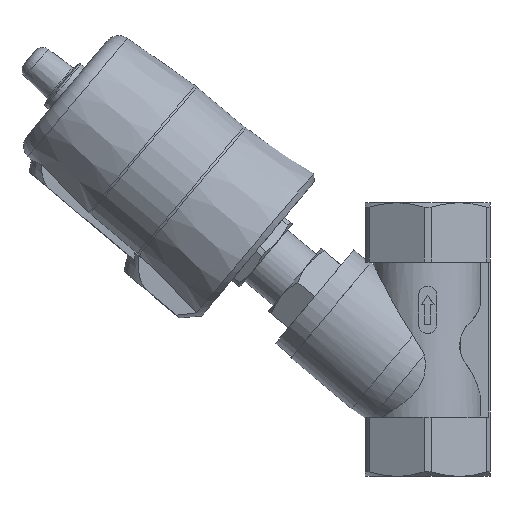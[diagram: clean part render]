
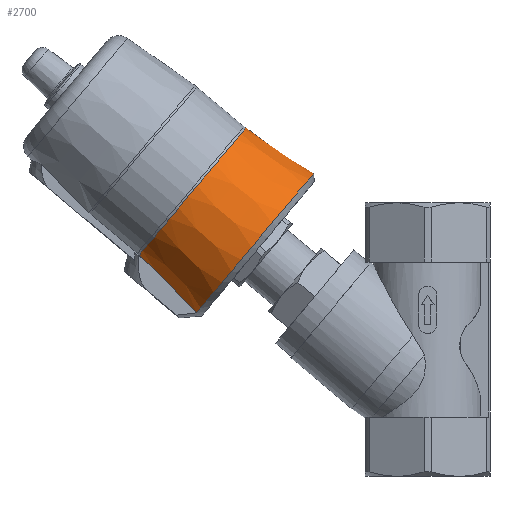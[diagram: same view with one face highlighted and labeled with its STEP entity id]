
A CAD part, left-side view. The second image highlights one B-rep face of the part: STEP entity #2700.
In plain terms, the highlighted conical face has half-angle 5.9 degrees and reference radius 28.042 mm.
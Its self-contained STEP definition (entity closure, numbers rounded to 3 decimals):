
#51=CONICAL_SURFACE('',#2970,28.042,0.103);
#526=B_SPLINE_CURVE_WITH_KNOTS('',3,(#4430,#4431,#4432,#4433,#4434,#4435,
#4436,#4437,#4438,#4439,#4440,#4441,#4442,#4443,#4444,#4445,#4446,#4447,
#4448,#4449,#4450,#4451,#4452,#4453,#4454,#4455,#4456,#4457,#4458,#4459,
#4460,#4461,#4462,#4463,#4464,#4465,#4466,#4467,#4468,#4469,#4470),
 .UNSPECIFIED.,.F.,.F.,(4,1,1,1,1,1,1,1,1,1,1,1,1,1,1,1,1,1,1,1,1,1,1,1,
1,1,1,1,1,1,1,1,1,1,1,1,1,1,4),(0.01,0.016,0.021,
0.026,0.032,0.037,0.043,
0.048,0.053,0.059,0.064,
0.07,0.075,0.08,0.083,
0.086,0.091,0.094,0.097,
0.102,0.105,0.107,0.113,
0.118,0.121,0.124,0.129,
0.132,0.134,0.14,0.143,
0.145,0.151,0.156,0.161,
0.167,0.172,0.178,0.183),
 .UNSPECIFIED.);
#540=B_SPLINE_CURVE_WITH_KNOTS('',3,(#4615,#4616,#4617,#4618),
 .UNSPECIFIED.,.F.,.F.,(4,4),(0.035,0.042),
 .UNSPECIFIED.);
#541=B_SPLINE_CURVE_WITH_KNOTS('',3,(#4630,#4631,#4632,#4633),
 .UNSPECIFIED.,.F.,.F.,(4,4),(0.054,0.055),
 .UNSPECIFIED.);
#544=B_SPLINE_CURVE_WITH_KNOTS('',3,(#4647,#4648,#4649,#4650),
 .UNSPECIFIED.,.F.,.F.,(4,4),(0.054,0.055),
 .UNSPECIFIED.);
#545=B_SPLINE_CURVE_WITH_KNOTS('',3,(#4660,#4661,#4662,#4663),
 .UNSPECIFIED.,.F.,.F.,(4,4),(0.,0.007),
 .UNSPECIFIED.);
#546=B_SPLINE_CURVE_WITH_KNOTS('',3,(#4667,#4668,#4669,#4670),
 .UNSPECIFIED.,.F.,.F.,(4,4),(0.007,0.026),
 .UNSPECIFIED.);
#547=B_SPLINE_CURVE_WITH_KNOTS('',3,(#4671,#4672,#4673,#4674),
 .UNSPECIFIED.,.F.,.F.,(4,4),(0.007,0.026),
 .UNSPECIFIED.);
#867=ORIENTED_EDGE('',*,*,#1586,.T.);
#868=ORIENTED_EDGE('',*,*,#1528,.T.);
#869=ORIENTED_EDGE('',*,*,#1587,.F.);
#870=ORIENTED_EDGE('',*,*,#1584,.T.);
#871=ORIENTED_EDGE('',*,*,#1582,.T.);
#872=ORIENTED_EDGE('',*,*,#1579,.F.);
#873=ORIENTED_EDGE('',*,*,#1578,.T.);
#874=ORIENTED_EDGE('',*,*,#1575,.T.);
#875=ORIENTED_EDGE('',*,*,#1573,.T.);
#876=ORIENTED_EDGE('',*,*,#1569,.T.);
#1528=EDGE_CURVE('',#1898,#1897,#526,.T.);
#1569=EDGE_CURVE('',#1931,#1932,#540,.T.);
#1573=EDGE_CURVE('',#1934,#1931,#2126,.F.);
#1575=EDGE_CURVE('',#1935,#1934,#541,.T.);
#1578=EDGE_CURVE('',#1936,#1935,#2127,.T.);
#1579=EDGE_CURVE('',#1936,#1937,#544,.T.);
#1582=EDGE_CURVE('',#1939,#1937,#2128,.F.);
#1584=EDGE_CURVE('',#1940,#1939,#545,.T.);
#1586=EDGE_CURVE('',#1932,#1898,#546,.T.);
#1587=EDGE_CURVE('',#1940,#1897,#547,.T.);
#1897=VERTEX_POINT('',#4429);
#1898=VERTEX_POINT('',#4471);
#1931=VERTEX_POINT('',#4619);
#1932=VERTEX_POINT('',#4620);
#1934=VERTEX_POINT('',#4627);
#1935=VERTEX_POINT('',#4634);
#1936=VERTEX_POINT('',#4644);
#1937=VERTEX_POINT('',#4651);
#1939=VERTEX_POINT('',#4657);
#1940=VERTEX_POINT('',#4664);
#2126=CIRCLE('',#2962,28.107);
#2127=CIRCLE('',#2965,28.042);
#2128=CIRCLE('',#2968,28.107);
#2267=EDGE_LOOP('',(#867,#868,#869,#870,#871,#872,#873,#874,#875,#876));
#2473=FACE_BOUND('',#2267,.T.);
#2700=ADVANCED_FACE('',(#2473),#51,.T.);
#2962=AXIS2_PLACEMENT_3D('',#4626,#3470,#3471);
#2965=AXIS2_PLACEMENT_3D('',#4645,#3477,#3478);
#2968=AXIS2_PLACEMENT_3D('',#4656,#3485,#3486);
#2970=AXIS2_PLACEMENT_3D('',#4666,#3491,#3492);
#3470=DIRECTION('',(-0.643,0.766,0.));
#3471=DIRECTION('',(-0.766,-0.643,0.));
#3477=DIRECTION('',(0.643,-0.766,0.));
#3478=DIRECTION('',(0.766,0.643,0.));
#3485=DIRECTION('',(-0.643,0.766,0.));
#3486=DIRECTION('',(-0.766,-0.643,0.));
#3491=DIRECTION('',(0.643,-0.766,0.));
#3492=DIRECTION('',(0.766,0.643,0.));
#4429=CARTESIAN_POINT('',(-53.777,76.086,10.));
#4430=CARTESIAN_POINT('',(-53.777,76.086,-10.));
#4431=CARTESIAN_POINT('',(-54.228,75.708,-11.714));
#4432=CARTESIAN_POINT('',(-55.342,74.773,-14.989));
#4433=CARTESIAN_POINT('',(-57.692,72.802,-19.529));
#4434=CARTESIAN_POINT('',(-60.563,70.393,-23.397));
#4435=CARTESIAN_POINT('',(-63.967,67.537,-26.605));
#4436=CARTESIAN_POINT('',(-67.679,64.422,-28.944));
#4437=CARTESIAN_POINT('',(-71.724,61.028,-30.428));
#4438=CARTESIAN_POINT('',(-75.824,57.588,-30.956));
#4439=CARTESIAN_POINT('',(-80.014,54.072,-30.532));
#4440=CARTESIAN_POINT('',(-84.003,50.725,-29.185));
#4441=CARTESIAN_POINT('',(-87.824,47.519,-26.905));
#4442=CARTESIAN_POINT('',(-91.216,44.673,-23.847));
#4443=CARTESIAN_POINT('',(-94.202,42.168,-19.989));
#4444=CARTESIAN_POINT('',(-96.18,40.508,-16.332));
#4445=CARTESIAN_POINT('',(-97.48,39.417,-13.1));
#4446=CARTESIAN_POINT('',(-98.54,38.528,-9.777));
#4447=CARTESIAN_POINT('',(-99.26,37.923,-6.305));
#4448=CARTESIAN_POINT('',(-99.627,37.615,-2.689));
#4449=CARTESIAN_POINT('',(-99.746,37.515,0.902));
#4450=CARTESIAN_POINT('',(-99.507,37.716,4.495));
#4451=CARTESIAN_POINT('',(-98.898,38.227,8.051));
#4452=CARTESIAN_POINT('',(-98.065,38.926,11.47));
#4453=CARTESIAN_POINT('',(-96.59,40.163,15.573));
#4454=CARTESIAN_POINT('',(-94.583,41.847,19.277));
#4455=CARTESIAN_POINT('',(-92.718,43.412,21.91));
#4456=CARTESIAN_POINT('',(-90.651,45.147,24.356));
#4457=CARTESIAN_POINT('',(-88.374,47.057,26.404));
#4458=CARTESIAN_POINT('',(-85.925,49.112,28.041));
#4459=CARTESIAN_POINT('',(-83.335,51.285,29.411));
#4460=CARTESIAN_POINT('',(-80.665,53.526,30.308));
#4461=CARTESIAN_POINT('',(-77.929,55.821,30.746));
#4462=CARTESIAN_POINT('',(-75.134,58.166,30.867));
#4463=CARTESIAN_POINT('',(-71.72,61.031,30.427));
#4464=CARTESIAN_POINT('',(-67.677,64.423,28.943));
#4465=CARTESIAN_POINT('',(-63.964,67.539,26.603));
#4466=CARTESIAN_POINT('',(-60.559,70.396,23.392));
#4467=CARTESIAN_POINT('',(-57.692,72.802,19.529));
#4468=CARTESIAN_POINT('',(-55.339,74.776,14.984));
#4469=CARTESIAN_POINT('',(-54.226,75.71,11.705));
#4470=CARTESIAN_POINT('',(-53.777,76.086,10.));
#4471=CARTESIAN_POINT('',(-53.777,76.086,-10.));
#4615=CARTESIAN_POINT('',(-72.155,94.674,-7.808));
#4616=CARTESIAN_POINT('',(-70.753,93.004,-8.619));
#4617=CARTESIAN_POINT('',(-69.324,91.301,-9.335));
#4618=CARTESIAN_POINT('',(-67.887,89.588,-10.));
#4619=CARTESIAN_POINT('',(-72.155,94.674,-7.808));
#4620=CARTESIAN_POINT('',(-67.887,89.588,-10.));
#4626=CARTESIAN_POINT('',(-92.838,77.318,0.));
#4627=CARTESIAN_POINT('',(-72.315,94.539,-8.5));
#4630=CARTESIAN_POINT('',(-72.768,94.973,-8.5));
#4631=CARTESIAN_POINT('',(-72.617,94.828,-8.5));
#4632=CARTESIAN_POINT('',(-72.466,94.684,-8.5));
#4633=CARTESIAN_POINT('',(-72.315,94.539,-8.5));
#4634=CARTESIAN_POINT('',(-72.768,94.973,-8.5));
#4644=CARTESIAN_POINT('',(-72.768,94.973,8.5));
#4645=CARTESIAN_POINT('',(-93.239,77.796,0.));
#4647=CARTESIAN_POINT('',(-72.768,94.973,8.5));
#4648=CARTESIAN_POINT('',(-72.617,94.828,8.5));
#4649=CARTESIAN_POINT('',(-72.466,94.684,8.5));
#4650=CARTESIAN_POINT('',(-72.315,94.539,8.5));
#4651=CARTESIAN_POINT('',(-72.315,94.539,8.5));
#4656=CARTESIAN_POINT('',(-92.838,77.318,0.));
#4657=CARTESIAN_POINT('',(-72.155,94.674,7.808));
#4660=CARTESIAN_POINT('',(-67.887,89.588,10.));
#4661=CARTESIAN_POINT('',(-69.325,91.302,9.335));
#4662=CARTESIAN_POINT('',(-70.751,93.001,8.62));
#4663=CARTESIAN_POINT('',(-72.155,94.674,7.808));
#4664=CARTESIAN_POINT('',(-67.887,89.588,10.));
#4666=CARTESIAN_POINT('',(-93.239,77.796,0.));
#4667=CARTESIAN_POINT('',(-67.887,89.588,-10.));
#4668=CARTESIAN_POINT('',(-63.182,85.09,-10.));
#4669=CARTESIAN_POINT('',(-58.479,80.589,-10.));
#4670=CARTESIAN_POINT('',(-53.777,76.086,-10.));
#4671=CARTESIAN_POINT('',(-67.887,89.588,10.));
#4672=CARTESIAN_POINT('',(-63.182,85.09,10.));
#4673=CARTESIAN_POINT('',(-58.479,80.589,10.));
#4674=CARTESIAN_POINT('',(-53.777,76.086,10.));
